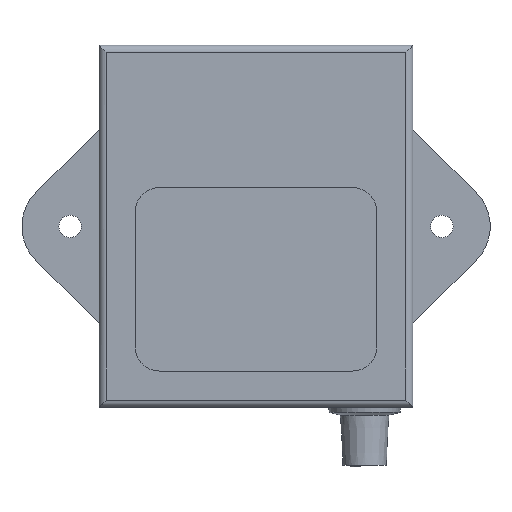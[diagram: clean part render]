
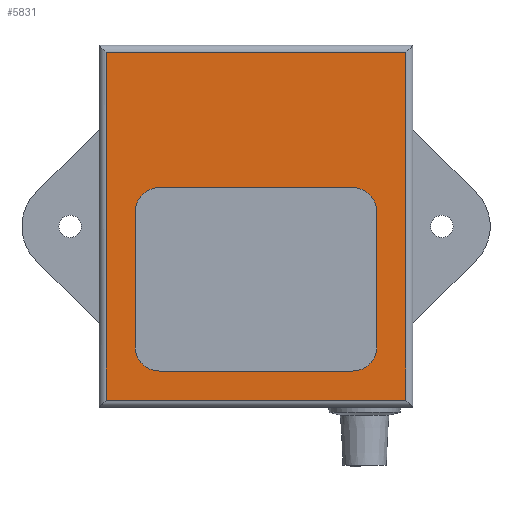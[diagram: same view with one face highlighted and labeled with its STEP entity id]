
A CAD part, top view. The second image highlights one B-rep face of the part: STEP entity #5831.
In plain terms, the highlighted planar face has unit normal (0, 0, 1).
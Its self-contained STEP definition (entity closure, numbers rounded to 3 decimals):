
#4442 = CYLINDRICAL_SURFACE('',#4443,1.5);
#4443 = AXIS2_PLACEMENT_3D('',#4444,#4445,#4446);
#4444 = CARTESIAN_POINT('',(16.,1.5,26.5));
#4445 = DIRECTION('',(1.,0.,0.));
#4446 = DIRECTION('',(0.,-1.,0.));
#4759 = CYLINDRICAL_SURFACE('',#4760,1.5);
#4760 = AXIS2_PLACEMENT_3D('',#4761,#4762,#4763);
#4761 = CARTESIAN_POINT('',(17.5,75.,26.5));
#4762 = DIRECTION('',(0.,-1.,0.));
#4763 = DIRECTION('',(-1.,0.,0.));
#4911 = VERTEX_POINT('',#4912);
#4912 = CARTESIAN_POINT('',(17.5,1.5,28.));
#4946 = EDGE_CURVE('',#4911,#4947,#4949,.T.);
#4947 = VERTEX_POINT('',#4948);
#4948 = CARTESIAN_POINT('',(79.5,1.5,28.));
#4949 = SURFACE_CURVE('',#4950,(#4954,#4961),.PCURVE_S1.);
#4950 = LINE('',#4951,#4952);
#4951 = CARTESIAN_POINT('',(16.,1.5,28.));
#4952 = VECTOR('',#4953,1.);
#4953 = DIRECTION('',(1.,0.,0.));
#4954 = PCURVE('',#4442,#4955);
#4955 = DEFINITIONAL_REPRESENTATION('',(#4956),#4960);
#4956 = LINE('',#4957,#4958);
#4957 = CARTESIAN_POINT('',(-1.571,0.));
#4958 = VECTOR('',#4959,1.);
#4959 = DIRECTION('',(-0.,1.));
#4960 = ( GEOMETRIC_REPRESENTATION_CONTEXT(2) 
PARAMETRIC_REPRESENTATION_CONTEXT() REPRESENTATION_CONTEXT('2D SPACE',''
  ) );
#4961 = PCURVE('',#4962,#4967);
#4962 = PLANE('',#4963);
#4963 = AXIS2_PLACEMENT_3D('',#4964,#4965,#4966);
#4964 = CARTESIAN_POINT('',(48.5,37.5,28.));
#4965 = DIRECTION('',(0.,0.,1.));
#4966 = DIRECTION('',(1.,0.,0.));
#4967 = DEFINITIONAL_REPRESENTATION('',(#4968),#4972);
#4968 = LINE('',#4969,#4970);
#4969 = CARTESIAN_POINT('',(-32.5,-36.));
#4970 = VECTOR('',#4971,1.);
#4971 = DIRECTION('',(1.,0.));
#4972 = ( GEOMETRIC_REPRESENTATION_CONTEXT(2) 
PARAMETRIC_REPRESENTATION_CONTEXT() REPRESENTATION_CONTEXT('2D SPACE',''
  ) );
#4995 = CYLINDRICAL_SURFACE('',#4996,1.5);
#4996 = AXIS2_PLACEMENT_3D('',#4997,#4998,#4999);
#4997 = CARTESIAN_POINT('',(79.5,0.,26.5));
#4998 = DIRECTION('',(0.,1.,0.));
#4999 = DIRECTION('',(0.,0.,1.));
#5555 = CYLINDRICAL_SURFACE('',#5556,1.5);
#5556 = AXIS2_PLACEMENT_3D('',#5557,#5558,#5559);
#5557 = CARTESIAN_POINT('',(81.,73.5,26.5));
#5558 = DIRECTION('',(-1.,0.,0.));
#5559 = DIRECTION('',(0.,0.,1.));
#5573 = VERTEX_POINT('',#5574);
#5574 = CARTESIAN_POINT('',(17.5,73.5,28.));
#5608 = EDGE_CURVE('',#5573,#4911,#5609,.T.);
#5609 = SURFACE_CURVE('',#5610,(#5614,#5621),.PCURVE_S1.);
#5610 = LINE('',#5611,#5612);
#5611 = CARTESIAN_POINT('',(17.5,75.,28.));
#5612 = VECTOR('',#5613,1.);
#5613 = DIRECTION('',(0.,-1.,0.));
#5614 = PCURVE('',#4759,#5615);
#5615 = DEFINITIONAL_REPRESENTATION('',(#5616),#5620);
#5616 = LINE('',#5617,#5618);
#5617 = CARTESIAN_POINT('',(-1.571,0.));
#5618 = VECTOR('',#5619,1.);
#5619 = DIRECTION('',(-0.,1.));
#5620 = ( GEOMETRIC_REPRESENTATION_CONTEXT(2) 
PARAMETRIC_REPRESENTATION_CONTEXT() REPRESENTATION_CONTEXT('2D SPACE',''
  ) );
#5621 = PCURVE('',#4962,#5622);
#5622 = DEFINITIONAL_REPRESENTATION('',(#5623),#5627);
#5623 = LINE('',#5624,#5625);
#5624 = CARTESIAN_POINT('',(-31.,37.5));
#5625 = VECTOR('',#5626,1.);
#5626 = DIRECTION('',(0.,-1.));
#5627 = ( GEOMETRIC_REPRESENTATION_CONTEXT(2) 
PARAMETRIC_REPRESENTATION_CONTEXT() REPRESENTATION_CONTEXT('2D SPACE',''
  ) );
#5831 = ADVANCED_FACE('',(#5832),#4962,.T.);
#5832 = FACE_BOUND('',#5833,.T.);
#5833 = EDGE_LOOP('',(#5834,#5835,#5858,#5879));
#5834 = ORIENTED_EDGE('',*,*,#4946,.T.);
#5835 = ORIENTED_EDGE('',*,*,#5836,.T.);
#5836 = EDGE_CURVE('',#4947,#5837,#5839,.T.);
#5837 = VERTEX_POINT('',#5838);
#5838 = CARTESIAN_POINT('',(79.5,73.5,28.));
#5839 = SURFACE_CURVE('',#5840,(#5844,#5851),.PCURVE_S1.);
#5840 = LINE('',#5841,#5842);
#5841 = CARTESIAN_POINT('',(79.5,0.,28.));
#5842 = VECTOR('',#5843,1.);
#5843 = DIRECTION('',(0.,1.,0.));
#5844 = PCURVE('',#4962,#5845);
#5845 = DEFINITIONAL_REPRESENTATION('',(#5846),#5850);
#5846 = LINE('',#5847,#5848);
#5847 = CARTESIAN_POINT('',(31.,-37.5));
#5848 = VECTOR('',#5849,1.);
#5849 = DIRECTION('',(0.,1.));
#5850 = ( GEOMETRIC_REPRESENTATION_CONTEXT(2) 
PARAMETRIC_REPRESENTATION_CONTEXT() REPRESENTATION_CONTEXT('2D SPACE',''
  ) );
#5851 = PCURVE('',#4995,#5852);
#5852 = DEFINITIONAL_REPRESENTATION('',(#5853),#5857);
#5853 = LINE('',#5854,#5855);
#5854 = CARTESIAN_POINT('',(0.,0.));
#5855 = VECTOR('',#5856,1.);
#5856 = DIRECTION('',(0.,1.));
#5857 = ( GEOMETRIC_REPRESENTATION_CONTEXT(2) 
PARAMETRIC_REPRESENTATION_CONTEXT() REPRESENTATION_CONTEXT('2D SPACE',''
  ) );
#5858 = ORIENTED_EDGE('',*,*,#5859,.T.);
#5859 = EDGE_CURVE('',#5837,#5573,#5860,.T.);
#5860 = SURFACE_CURVE('',#5861,(#5865,#5872),.PCURVE_S1.);
#5861 = LINE('',#5862,#5863);
#5862 = CARTESIAN_POINT('',(81.,73.5,28.));
#5863 = VECTOR('',#5864,1.);
#5864 = DIRECTION('',(-1.,0.,0.));
#5865 = PCURVE('',#4962,#5866);
#5866 = DEFINITIONAL_REPRESENTATION('',(#5867),#5871);
#5867 = LINE('',#5868,#5869);
#5868 = CARTESIAN_POINT('',(32.5,36.));
#5869 = VECTOR('',#5870,1.);
#5870 = DIRECTION('',(-1.,0.));
#5871 = ( GEOMETRIC_REPRESENTATION_CONTEXT(2) 
PARAMETRIC_REPRESENTATION_CONTEXT() REPRESENTATION_CONTEXT('2D SPACE',''
  ) );
#5872 = PCURVE('',#5555,#5873);
#5873 = DEFINITIONAL_REPRESENTATION('',(#5874),#5878);
#5874 = LINE('',#5875,#5876);
#5875 = CARTESIAN_POINT('',(0.,0.));
#5876 = VECTOR('',#5877,1.);
#5877 = DIRECTION('',(0.,1.));
#5878 = ( GEOMETRIC_REPRESENTATION_CONTEXT(2) 
PARAMETRIC_REPRESENTATION_CONTEXT() REPRESENTATION_CONTEXT('2D SPACE',''
  ) );
#5879 = ORIENTED_EDGE('',*,*,#5608,.T.);
